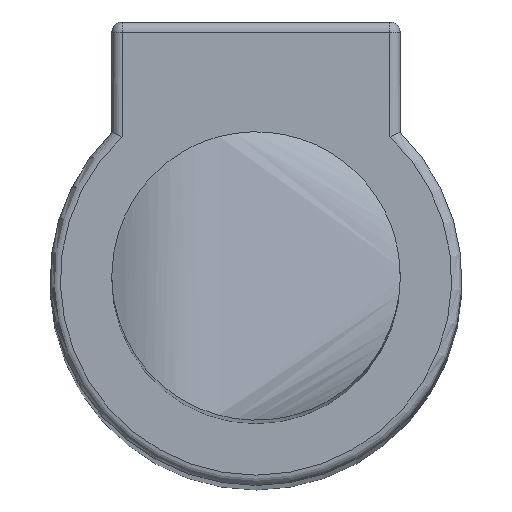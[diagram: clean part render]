
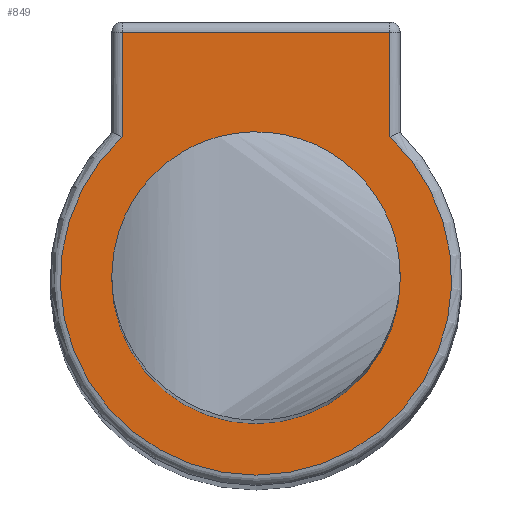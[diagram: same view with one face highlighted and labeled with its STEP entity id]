
A CAD part, top view. The second image highlights one B-rep face of the part: STEP entity #849.
In plain terms, the highlighted planar face has unit normal (0, 0, 1).
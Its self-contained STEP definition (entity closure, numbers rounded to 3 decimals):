
#22=FACE_BOUND('',#374,.T.);
#29=PLANE('',#957);
#53=LINE('',#1439,#109);
#54=LINE('',#1474,#110);
#56=LINE('',#1477,#112);
#109=VECTOR('',#1094,10.);
#110=VECTOR('',#1103,10.);
#112=VECTOR('',#1107,10.);
#211=CIRCLE('',#937,1.9);
#219=CIRCLE('',#958,1.4);
#220=CIRCLE('',#959,1.4);
#318=FACE_OUTER_BOUND('',#373,.T.);
#373=EDGE_LOOP('',(#709,#710,#711,#712));
#374=EDGE_LOOP('',(#713,#714));
#431=VERTEX_POINT('',#1417);
#434=VERTEX_POINT('',#1427);
#437=VERTEX_POINT('',#1438);
#438=VERTEX_POINT('',#1455);
#450=VERTEX_POINT('',#1523);
#451=VERTEX_POINT('',#1524);
#516=EDGE_CURVE('',#431,#437,#53,.T.);
#518=EDGE_CURVE('',#437,#438,#211,.T.);
#521=EDGE_CURVE('',#438,#434,#54,.T.);
#523=EDGE_CURVE('',#434,#431,#56,.T.);
#548=EDGE_CURVE('',#450,#451,#219,.T.);
#549=EDGE_CURVE('',#451,#450,#220,.T.);
#709=ORIENTED_EDGE('',*,*,#516,.F.);
#710=ORIENTED_EDGE('',*,*,#523,.F.);
#711=ORIENTED_EDGE('',*,*,#521,.F.);
#712=ORIENTED_EDGE('',*,*,#518,.F.);
#713=ORIENTED_EDGE('',*,*,#548,.T.);
#714=ORIENTED_EDGE('',*,*,#549,.T.);
#849=ADVANCED_FACE('',(#318,#22),#29,.T.);
#937=AXIS2_PLACEMENT_3D('',#1456,#1097,#1098);
#957=AXIS2_PLACEMENT_3D('',#1522,#1158,#1159);
#958=AXIS2_PLACEMENT_3D('',#1525,#1160,#1161);
#959=AXIS2_PLACEMENT_3D('',#1526,#1162,#1163);
#1094=DIRECTION('',(0.,-1.,0.));
#1097=DIRECTION('center_axis',(0.,0.,-1.));
#1098=DIRECTION('ref_axis',(0.,-1.,0.));
#1103=DIRECTION('',(0.,1.,0.));
#1107=DIRECTION('',(1.,0.,0.));
#1158=DIRECTION('center_axis',(0.,0.,1.));
#1159=DIRECTION('ref_axis',(1.,0.,0.));
#1160=DIRECTION('center_axis',(0.,0.,-1.));
#1161=DIRECTION('ref_axis',(1.,0.,0.));
#1162=DIRECTION('center_axis',(0.,0.,-1.));
#1163=DIRECTION('ref_axis',(1.,0.,0.));
#1417=CARTESIAN_POINT('',(1.3,2.4,25.5));
#1427=CARTESIAN_POINT('',(-1.3,2.4,25.5));
#1438=CARTESIAN_POINT('',(1.3,1.386,25.5));
#1439=CARTESIAN_POINT('',(1.3,0.839,25.5));
#1455=CARTESIAN_POINT('',(-1.3,1.386,25.5));
#1456=CARTESIAN_POINT('Origin',(0.,0.,25.5));
#1474=CARTESIAN_POINT('',(-1.3,1.375,25.5));
#1477=CARTESIAN_POINT('',(0.7,2.4,25.5));
#1522=CARTESIAN_POINT('Origin',(0.,0.25,25.5));
#1523=CARTESIAN_POINT('',(1.4,0.,25.5));
#1524=CARTESIAN_POINT('',(-1.4,0.,25.5));
#1525=CARTESIAN_POINT('Origin',(0.,0.,25.5));
#1526=CARTESIAN_POINT('Origin',(0.,0.,25.5));
